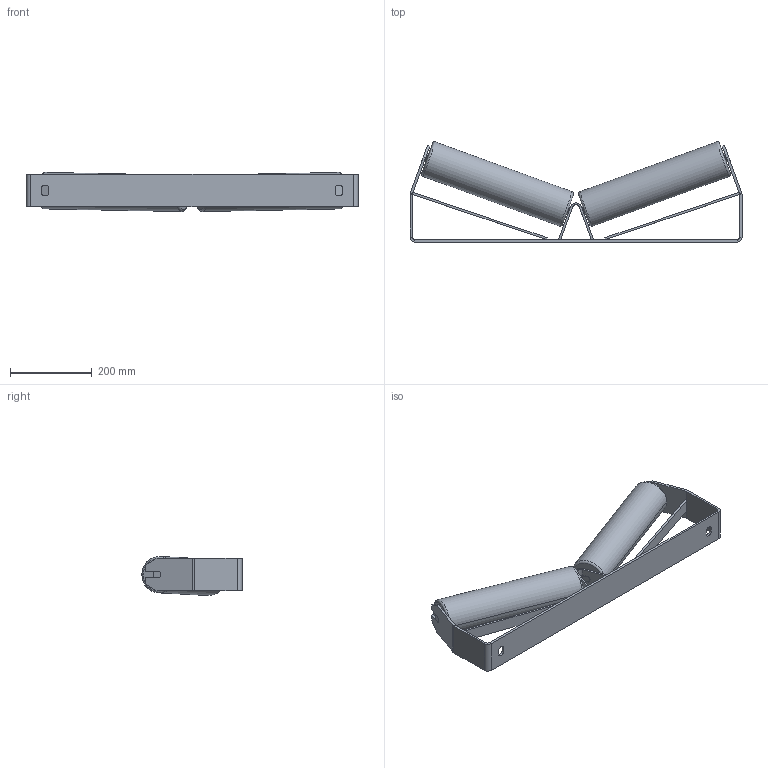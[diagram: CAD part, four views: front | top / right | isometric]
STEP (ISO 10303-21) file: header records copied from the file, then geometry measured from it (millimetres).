
FILE_DESCRIPTION (( 'STEP AP214' ), '1' );
FILE_NAME ('Support SNLM Vé 53300 E73 6 B650 20° avec pincement.step', '2020-02-20T08:55:32', ( '' ), ( '' ), 'SwSTEP 2.0', 'SolidWorks 2019', '' );
FILE_SCHEMA (( 'AUTOMOTIVE_DESIGN' ));
Length unit declared in the file: millimetre
Products named in the file (1): Support SNLM Vé 53300 E73 6 B650 20° avec pincement
Bounding box: 810 x 244.56 x 95.46 mm (x, y, z)
Volume: 1698389 mm3; surface area: 764503.7 mm2
Topology: 6 solids, 8 shells, 244 faces, 601 edges, 386 vertices
Faces by surface type: plane 173, cylinder 46, bspline 17, torus 8
Entity records: 7316 total; most frequent: CARTESIAN_POINT 1453, ORIENTED_EDGE 1202, DIRECTION 1149, EDGE_CURVE 601, LINE 441, VECTOR 441, VERTEX_POINT 386, AXIS2_PLACEMENT_3D 354
